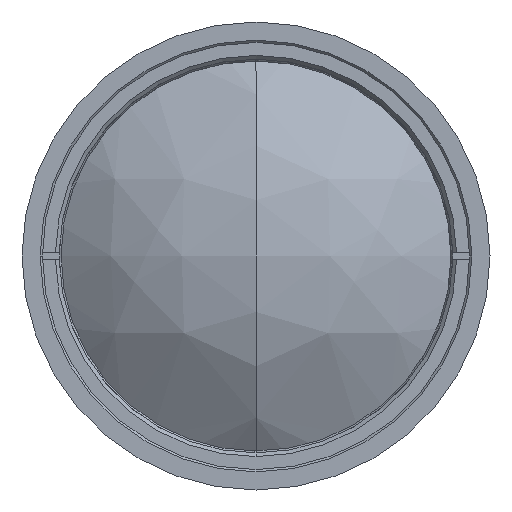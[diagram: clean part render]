
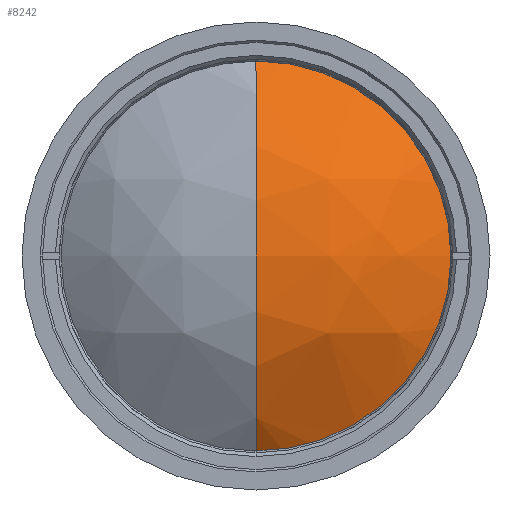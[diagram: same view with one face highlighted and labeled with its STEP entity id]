
A CAD part, left-side view. The second image highlights one B-rep face of the part: STEP entity #8242.
In plain terms, the highlighted free-form (B-spline) face has degree [3, 3] with [4, 4] control points.
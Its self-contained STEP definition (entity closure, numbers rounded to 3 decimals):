
#515 = DIRECTION ( 'NONE',  ( 0., 0., -1. ) ) ;
#810 = CARTESIAN_POINT ( 'NONE',  ( -136.41, -22.002, -11.132 ) ) ;
#1146 = CIRCLE ( 'NONE', #14195, 28. ) ;
#1555 = DIRECTION ( 'NONE',  ( -1., 0., 0. ) ) ;
#3404 = CARTESIAN_POINT ( 'NONE',  ( -123.334, -15.541, -28.281 ) ) ;
#3658 = CARTESIAN_POINT ( 'NONE',  ( -126.269, 0., -28. ) ) ;
#4367 = EDGE_CURVE ( 'NONE', #14829, #18083, #5576, .T. ) ;
#4671 = CARTESIAN_POINT ( 'NONE',  ( -91.886, 0., 0. ) ) ;
#5298 = ORIENTED_EDGE ( 'NONE', *, *, #4367, .T. ) ;
#5576 = CIRCLE ( 'NONE', #8860, 44.342 ) ;
#6192 = CARTESIAN_POINT ( 'NONE',  ( -140.239, -11.334, 11.132 ) ) ;
#6558 = CARTESIAN_POINT ( 'NONE',  ( -126.038, -8.006, 28.281 ) ) ;
#7188 =( BOUNDED_SURFACE ( )  B_SPLINE_SURFACE ( 3, 3, ( 
 ( #16205, #6558, #10468, #13249 ),
 ( #9356, #6192, #17582, #17774 ),
 ( #11861, #16387, #810, #14784 ),
 ( #7788, #12226, #3404, #9177 ) ),
 .UNSPECIFIED., .F., .F., .F. ) 
 B_SPLINE_SURFACE_WITH_KNOTS ( ( 4, 4 ),
 ( 4, 4 ),
 ( 0., 1. ),
 ( 0., 1. ),
 .UNSPECIFIED. ) 
 GEOMETRIC_REPRESENTATION_ITEM ( )  RATIONAL_B_SPLINE_SURFACE ( (
 ( 1., 0.961, 0.961, 1.),
 ( 0.847, 0.814, 0.814, 0.847),
 ( 0.847, 0.814, 0.814, 0.847),
 ( 1., 0.961, 0.961, 1.) ) ) 
 REPRESENTATION_ITEM ( '' )  SURFACE ( )  );
#7566 = ORIENTED_EDGE ( 'NONE', *, *, #8172, .T. ) ;
#7788 = CARTESIAN_POINT ( 'NONE',  ( -126.038, 0., -28.281 ) ) ;
#8172 = EDGE_CURVE ( 'NONE', #18083, #14829, #1146, .T. ) ;
#8242 = ADVANCED_FACE ( 'NONE', ( #10840 ), #7188, .T. ) ;
#8611 = CARTESIAN_POINT ( 'NONE',  ( -126.269, 0., 0. ) ) ;
#8860 = AXIS2_PLACEMENT_3D ( 'NONE', #4671, #9165, #10547 ) ;
#9165 = DIRECTION ( 'NONE',  ( 0., -1., 0. ) ) ;
#9177 = CARTESIAN_POINT ( 'NONE',  ( -118.243, -21.719, -28.281 ) ) ;
#9356 = CARTESIAN_POINT ( 'NONE',  ( -140.239, 0., 11.132 ) ) ;
#10468 = CARTESIAN_POINT ( 'NONE',  ( -123.334, -15.541, 28.281 ) ) ;
#10547 = DIRECTION ( 'NONE',  ( 0., 0., 1. ) ) ;
#10840 = FACE_OUTER_BOUND ( 'NONE', #17127, .T. ) ;
#11861 = CARTESIAN_POINT ( 'NONE',  ( -140.239, 0., -11.132 ) ) ;
#12226 = CARTESIAN_POINT ( 'NONE',  ( -126.038, -8.006, -28.281 ) ) ;
#12945 = CARTESIAN_POINT ( 'NONE',  ( -126.269, 0., 28. ) ) ;
#13249 = CARTESIAN_POINT ( 'NONE',  ( -118.243, -21.719, 28.281 ) ) ;
#14195 = AXIS2_PLACEMENT_3D ( 'NONE', #8611, #1555, #515 ) ;
#14784 = CARTESIAN_POINT ( 'NONE',  ( -129.202, -30.75, -11.132 ) ) ;
#14829 = VERTEX_POINT ( 'NONE', #12945 ) ;
#16205 = CARTESIAN_POINT ( 'NONE',  ( -126.038, 0., 28.281 ) ) ;
#16387 = CARTESIAN_POINT ( 'NONE',  ( -140.239, -11.334, -11.132 ) ) ;
#17127 = EDGE_LOOP ( 'NONE', ( #7566, #5298 ) ) ;
#17582 = CARTESIAN_POINT ( 'NONE',  ( -136.41, -22.002, 11.132 ) ) ;
#17774 = CARTESIAN_POINT ( 'NONE',  ( -129.202, -30.75, 11.132 ) ) ;
#18083 = VERTEX_POINT ( 'NONE', #3658 ) ;
